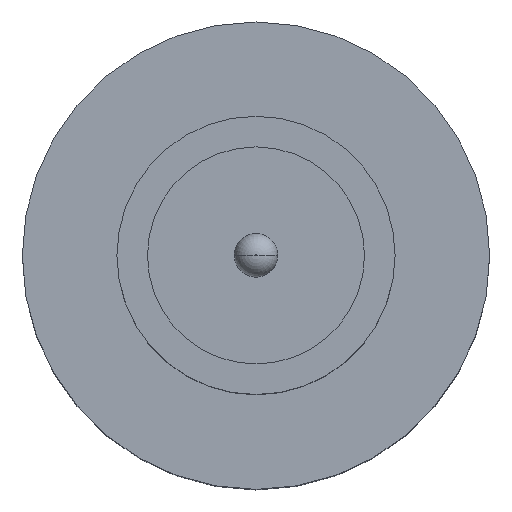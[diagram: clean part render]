
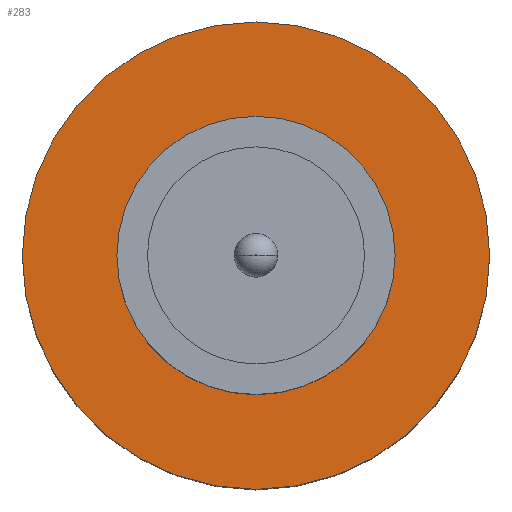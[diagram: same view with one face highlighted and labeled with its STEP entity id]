
A CAD part, top view. The second image highlights one B-rep face of the part: STEP entity #283.
In plain terms, the highlighted planar face has unit normal (0, 0, 1).
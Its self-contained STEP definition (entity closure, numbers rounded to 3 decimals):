
#8 = CARTESIAN_POINT ( 'NONE',  ( 0., 0., 1.55 ) ) ;
#13 = DIRECTION ( 'NONE',  ( 1., 0., 0. ) ) ;
#46 = DIRECTION ( 'NONE',  ( 0., 0., 1. ) ) ;
#50 = CIRCLE ( 'NONE', #281, 1.25 ) ;
#57 = VERTEX_POINT ( 'NONE', #86 ) ;
#82 = VERTEX_POINT ( 'NONE', #920 ) ;
#86 = CARTESIAN_POINT ( 'NONE',  ( -1.25, 0., 1.55 ) ) ;
#127 = FACE_BOUND ( 'NONE', #655, .T. ) ;
#133 = CARTESIAN_POINT ( 'NONE',  ( 2.1, 0., 1.55 ) ) ;
#141 = ORIENTED_EDGE ( 'NONE', *, *, #381, .T. ) ;
#144 = CARTESIAN_POINT ( 'NONE',  ( 0., 0., 1.55 ) ) ;
#191 = DIRECTION ( 'NONE',  ( 1., 0., 0. ) ) ;
#196 = DIRECTION ( 'NONE',  ( 1., 0., 0. ) ) ;
#223 = EDGE_CURVE ( 'NONE', #57, #82, #703, .T. ) ;
#239 = DIRECTION ( 'NONE',  ( 0., 0., 1. ) ) ;
#272 = CIRCLE ( 'NONE', #678, 2.1 ) ;
#281 = AXIS2_PLACEMENT_3D ( 'NONE', #144, #841, #605 ) ;
#283 = ADVANCED_FACE ( 'NONE', ( #127, #570 ), #806, .T. ) ;
#302 = AXIS2_PLACEMENT_3D ( 'NONE', #401, #334, #13 ) ;
#334 = DIRECTION ( 'NONE',  ( 0., 0., 1. ) ) ;
#342 = EDGE_LOOP ( 'NONE', ( #883, #141 ) ) ;
#381 = EDGE_CURVE ( 'NONE', #498, #778, #820, .T. ) ;
#401 = CARTESIAN_POINT ( 'NONE',  ( 0., 0., 1.55 ) ) ;
#437 = DIRECTION ( 'NONE',  ( 0., 0., 1. ) ) ;
#476 = ORIENTED_EDGE ( 'NONE', *, *, #223, .F. ) ;
#498 = VERTEX_POINT ( 'NONE', #133 ) ;
#570 = FACE_OUTER_BOUND ( 'NONE', #342, .T. ) ;
#588 = CARTESIAN_POINT ( 'NONE',  ( 0., 0., 1.55 ) ) ;
#591 = CARTESIAN_POINT ( 'NONE',  ( 0., 0., 1.55 ) ) ;
#602 = EDGE_CURVE ( 'NONE', #82, #57, #50, .T. ) ;
#603 = ORIENTED_EDGE ( 'NONE', *, *, #602, .F. ) ;
#605 = DIRECTION ( 'NONE',  ( 1., 0., 0. ) ) ;
#655 = EDGE_LOOP ( 'NONE', ( #603, #476 ) ) ;
#662 = EDGE_CURVE ( 'NONE', #778, #498, #272, .T. ) ;
#678 = AXIS2_PLACEMENT_3D ( 'NONE', #8, #239, #933 ) ;
#703 = CIRCLE ( 'NONE', #302, 1.25 ) ;
#730 = AXIS2_PLACEMENT_3D ( 'NONE', #591, #437, #191 ) ;
#778 = VERTEX_POINT ( 'NONE', #896 ) ;
#806 = PLANE ( 'NONE',  #925 ) ;
#820 = CIRCLE ( 'NONE', #730, 2.1 ) ;
#841 = DIRECTION ( 'NONE',  ( 0., 0., 1. ) ) ;
#883 = ORIENTED_EDGE ( 'NONE', *, *, #662, .T. ) ;
#896 = CARTESIAN_POINT ( 'NONE',  ( -2.1, 0., 1.55 ) ) ;
#920 = CARTESIAN_POINT ( 'NONE',  ( 1.25, 0., 1.55 ) ) ;
#925 = AXIS2_PLACEMENT_3D ( 'NONE', #588, #46, #196 ) ;
#933 = DIRECTION ( 'NONE',  ( 1., 0., 0. ) ) ;
